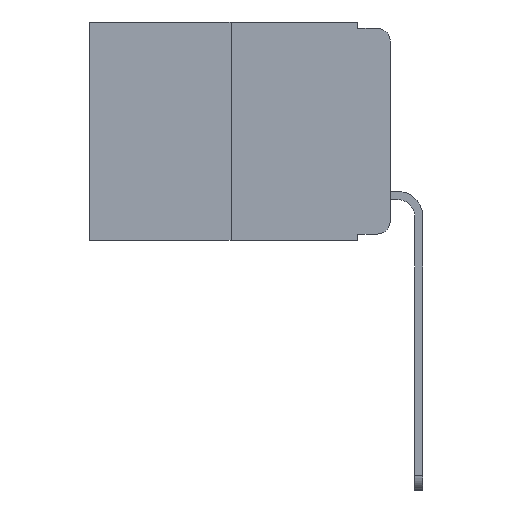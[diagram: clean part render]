
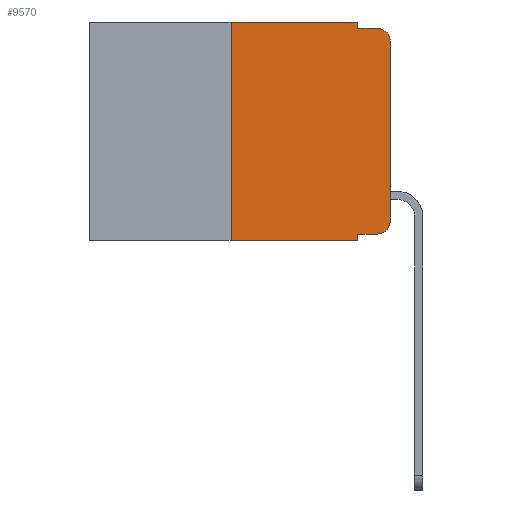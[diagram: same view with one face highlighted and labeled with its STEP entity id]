
A CAD part, left-side view. The second image highlights one B-rep face of the part: STEP entity #9570.
In plain terms, the highlighted planar face has unit normal (-1, 0, 0).
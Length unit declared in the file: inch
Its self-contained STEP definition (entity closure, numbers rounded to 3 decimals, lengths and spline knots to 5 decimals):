
#17 = VECTOR ( 'NONE', #18439, 39.37008 ) ;
#222 = DIRECTION ( 'NONE',  ( 0., 0., -1. ) ) ;
#471 = LINE ( 'NONE', #19527, #8828 ) ;
#953 = ORIENTED_EDGE ( 'NONE', *, *, #13933, .F. ) ;
#1210 = VECTOR ( 'NONE', #7851, 39.37008 ) ;
#1766 = DIRECTION ( 'NONE',  ( 0., 0., -1. ) ) ;
#2205 = VECTOR ( 'NONE', #17028, 39.37008 ) ;
#2918 = CARTESIAN_POINT ( 'NONE',  ( 0., 0.02, -0.03 ) ) ;
#3099 = CARTESIAN_POINT ( 'NONE',  ( 0., 0.051, 0. ) ) ;
#3258 = LINE ( 'NONE', #15587, #7165 ) ;
#3471 = VERTEX_POINT ( 'NONE', #17051 ) ;
#4155 = VERTEX_POINT ( 'NONE', #12018 ) ;
#4386 = ORIENTED_EDGE ( 'NONE', *, *, #5293, .T. ) ;
#4585 = LINE ( 'NONE', #18132, #17 ) ;
#4615 = DIRECTION ( 'NONE',  ( 0., 0., -1. ) ) ;
#4767 = VERTEX_POINT ( 'NONE', #7975 ) ;
#5130 = CARTESIAN_POINT ( 'NONE',  ( 0., 0.051, 0. ) ) ;
#5293 = EDGE_CURVE ( 'NONE', #7086, #15757, #4585, .T. ) ;
#5511 = CARTESIAN_POINT ( 'NONE',  ( 0., 0.02, -0.01 ) ) ;
#5572 = VERTEX_POINT ( 'NONE', #18763 ) ;
#5680 = LINE ( 'NONE', #9489, #1210 ) ;
#5946 = ORIENTED_EDGE ( 'NONE', *, *, #16080, .F. ) ;
#6405 = CARTESIAN_POINT ( 'NONE',  ( 0., 0.02, -0.313 ) ) ;
#6728 = ORIENTED_EDGE ( 'NONE', *, *, #10815, .T. ) ;
#7086 = VERTEX_POINT ( 'NONE', #11657 ) ;
#7165 = VECTOR ( 'NONE', #8216, 39.37008 ) ;
#7489 = CIRCLE ( 'NONE', #17753, 0.02 ) ;
#7507 = LINE ( 'NONE', #19937, #18762 ) ;
#7776 = ORIENTED_EDGE ( 'NONE', *, *, #17025, .F. ) ;
#7851 = DIRECTION ( 'NONE',  ( 0., 0., 1. ) ) ;
#7975 = CARTESIAN_POINT ( 'NONE',  ( 0., 0.051, -0.333 ) ) ;
#8019 = ORIENTED_EDGE ( 'NONE', *, *, #18890, .T. ) ;
#8055 = DIRECTION ( 'NONE',  ( 0., 0., -1. ) ) ;
#8067 = LINE ( 'NONE', #5130, #11762 ) ;
#8216 = DIRECTION ( 'NONE',  ( 0., -1., 0. ) ) ;
#8586 = PLANE ( 'NONE',  #12463 ) ;
#8665 = EDGE_LOOP ( 'NONE', ( #6728, #15245, #953, #8765, #14575, #5946, #4386, #7776, #17024, #8019 ) ) ;
#8765 = ORIENTED_EDGE ( 'NONE', *, *, #14879, .F. ) ;
#8828 = VECTOR ( 'NONE', #9484, 39.37008 ) ;
#8858 = CARTESIAN_POINT ( 'NONE',  ( 0., 0.02, -0.333 ) ) ;
#9484 = DIRECTION ( 'NONE',  ( 0., -1., 0. ) ) ;
#9489 = CARTESIAN_POINT ( 'NONE',  ( 0., 0.25, 0. ) ) ;
#9570 = ADVANCED_FACE ( 'NONE', ( #13712 ), #8586, .F. ) ;
#9861 = EDGE_CURVE ( 'NONE', #14986, #11857, #7489, .T. ) ;
#10239 = DIRECTION ( 'NONE',  ( 1., 0., 0. ) ) ;
#10815 = EDGE_CURVE ( 'NONE', #3471, #14986, #14734, .T. ) ;
#11476 = DIRECTION ( 'NONE',  ( 0., -1., 0. ) ) ;
#11657 = CARTESIAN_POINT ( 'NONE',  ( 0., 0.25, -0.343 ) ) ;
#11762 = VECTOR ( 'NONE', #1766, 39.37008 ) ;
#11857 = VERTEX_POINT ( 'NONE', #5511 ) ;
#12018 = CARTESIAN_POINT ( 'NONE',  ( 0., 0.051, 0. ) ) ;
#12463 = AXIS2_PLACEMENT_3D ( 'NONE', #14509, #10239, #222 ) ;
#13170 = CARTESIAN_POINT ( 'NONE',  ( 0., 0., -0.03 ) ) ;
#13506 = VERTEX_POINT ( 'NONE', #8858 ) ;
#13712 = FACE_OUTER_BOUND ( 'NONE', #8665, .T. ) ;
#13933 = EDGE_CURVE ( 'NONE', #5572, #11857, #3258, .T. ) ;
#13948 = DIRECTION ( 'NONE',  ( -1., 0., 0. ) ) ;
#14078 = DIRECTION ( 'NONE',  ( 0., 0., -1. ) ) ;
#14241 = CARTESIAN_POINT ( 'NONE',  ( 0., 0.051, -0.343 ) ) ;
#14509 = CARTESIAN_POINT ( 'NONE',  ( 0., 0.473, 0. ) ) ;
#14575 = ORIENTED_EDGE ( 'NONE', *, *, #14577, .F. ) ;
#14577 = EDGE_CURVE ( 'NONE', #17362, #4155, #471, .T. ) ;
#14734 = LINE ( 'NONE', #19868, #2205 ) ;
#14756 = VECTOR ( 'NONE', #14078, 39.37008 ) ;
#14879 = EDGE_CURVE ( 'NONE', #4155, #5572, #8067, .T. ) ;
#14986 = VERTEX_POINT ( 'NONE', #13170 ) ;
#15245 = ORIENTED_EDGE ( 'NONE', *, *, #9861, .T. ) ;
#15587 = CARTESIAN_POINT ( 'NONE',  ( 0., 0.051, -0.01 ) ) ;
#15757 = VERTEX_POINT ( 'NONE', #14241 ) ;
#16080 = EDGE_CURVE ( 'NONE', #7086, #17362, #5680, .T. ) ;
#16759 = CIRCLE ( 'NONE', #17586, 0.02 ) ;
#16877 = DIRECTION ( 'NONE',  ( -1., 0., 0. ) ) ;
#17024 = ORIENTED_EDGE ( 'NONE', *, *, #17950, .T. ) ;
#17025 = EDGE_CURVE ( 'NONE', #4767, #15757, #18935, .T. ) ;
#17028 = DIRECTION ( 'NONE',  ( 0., 0., 1. ) ) ;
#17051 = CARTESIAN_POINT ( 'NONE',  ( 0., 0., -0.313 ) ) ;
#17362 = VERTEX_POINT ( 'NONE', #18872 ) ;
#17586 = AXIS2_PLACEMENT_3D ( 'NONE', #6405, #16877, #8055 ) ;
#17753 = AXIS2_PLACEMENT_3D ( 'NONE', #2918, #13948, #4615 ) ;
#17950 = EDGE_CURVE ( 'NONE', #4767, #13506, #7507, .T. ) ;
#18132 = CARTESIAN_POINT ( 'NONE',  ( 0., 0.473, -0.343 ) ) ;
#18439 = DIRECTION ( 'NONE',  ( 0., -1., 0. ) ) ;
#18762 = VECTOR ( 'NONE', #11476, 39.37008 ) ;
#18763 = CARTESIAN_POINT ( 'NONE',  ( 0., 0.051, -0.01 ) ) ;
#18872 = CARTESIAN_POINT ( 'NONE',  ( 0., 0.25, 0. ) ) ;
#18890 = EDGE_CURVE ( 'NONE', #13506, #3471, #16759, .T. ) ;
#18935 = LINE ( 'NONE', #3099, #14756 ) ;
#19527 = CARTESIAN_POINT ( 'NONE',  ( 0., 0.473, 0. ) ) ;
#19868 = CARTESIAN_POINT ( 'NONE',  ( 0., 0., 0. ) ) ;
#19937 = CARTESIAN_POINT ( 'NONE',  ( 0., 0.051, -0.333 ) ) ;
